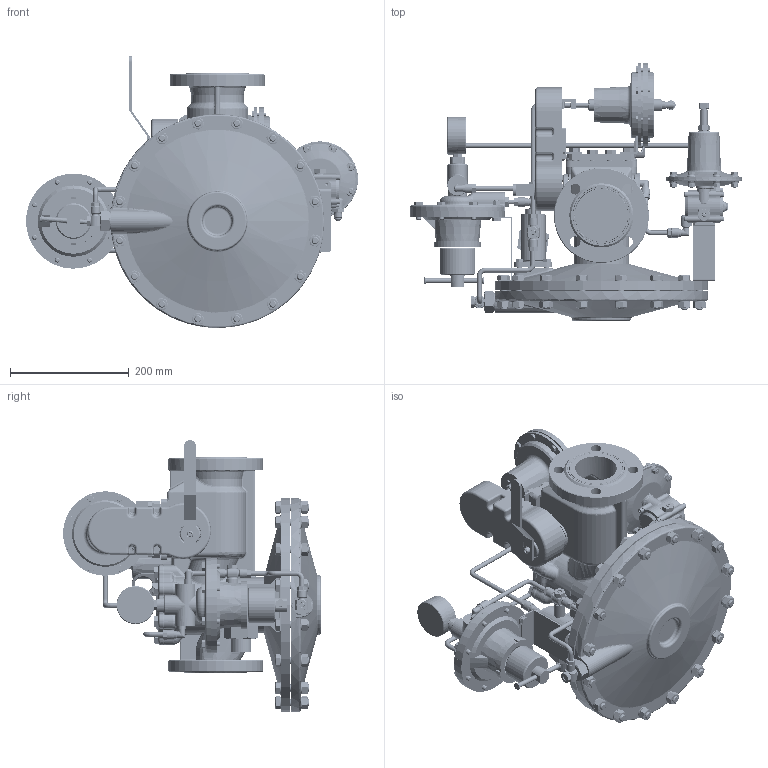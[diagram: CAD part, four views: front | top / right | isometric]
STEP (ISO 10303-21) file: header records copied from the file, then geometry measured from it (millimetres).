
FILE_DESCRIPTION (( 'STEP AP203' ), '1' );
FILE_NAME ('ﾐﾄﾃ-50-ﾍ-2-ﾏ.STEP', '2019-10-29T04:25:54', ( '' ), ( '' ), 'SwSTEP 2.0', 'SolidWorks 2018', '' );
FILE_SCHEMA (( 'CONFIG_CONTROL_DESIGN' ));
Length unit declared in the file: millimetre
Products named in the file (1): ﾐﾄﾃ-50-ﾍ-2-ﾏ
Bounding box: 559.14 x 434.07 x 458 mm (x, y, z)
Volume: 6993290 mm3; surface area: 1965598.9 mm2
Topology: 259 solids, 269 shells, 9158 faces, 21244 edges, 12622 vertices
Faces by surface type: cylinder 2940, plane 2287, cone 1748, torus 943, bspline 910, sphere 330
Entity records: 381442 total; most frequent: CARTESIAN_POINT 178552, DIRECTION 43293, ORIENTED_EDGE 41816, EDGE_CURVE 20908, AXIS2_PLACEMENT_3D 18155, VERTEX_POINT 12568, EDGE_LOOP 10146, CIRCLE 9906
